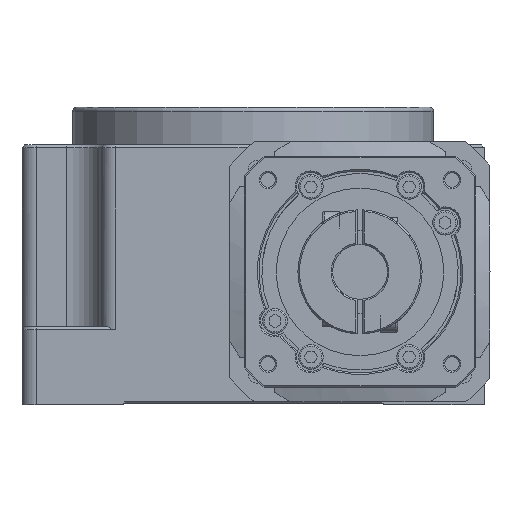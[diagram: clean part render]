
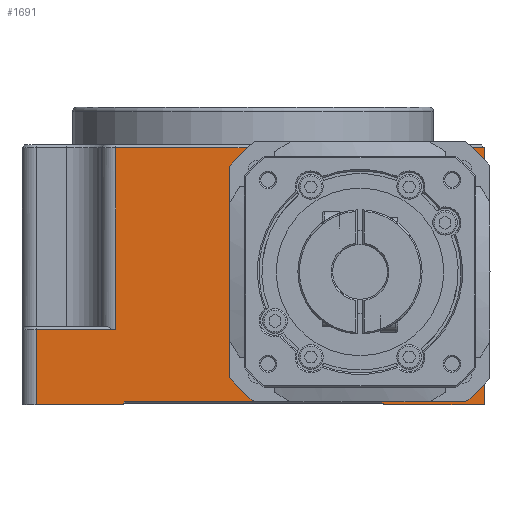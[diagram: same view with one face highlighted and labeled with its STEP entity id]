
A CAD part, front view. The second image highlights one B-rep face of the part: STEP entity #1691.
In plain terms, the highlighted planar face has unit normal (0, -1, 0).
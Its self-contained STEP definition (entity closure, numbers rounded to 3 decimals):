
#8 = EDGE_CURVE ( 'NONE', #1032, #25464, #8198, .T. ) ;
#261 = DIRECTION ( 'NONE',  ( 0., -1., 0. ) ) ;
#319 = CARTESIAN_POINT ( 'NONE',  ( -75., -82.5, 26. ) ) ;
#922 = VERTEX_POINT ( 'NONE', #10355 ) ;
#1032 = VERTEX_POINT ( 'NONE', #16867 ) ;
#1041 = VECTOR ( 'NONE', #14279, 1000. ) ;
#1143 = CARTESIAN_POINT ( 'NONE',  ( 44.5, -82.5, 1. ) ) ;
#1336 = CIRCLE ( 'NONE', #18319, 35.5 ) ;
#1440 = VECTOR ( 'NONE', #14819, 1000. ) ;
#1516 = DIRECTION ( 'NONE',  ( 0., -1., 0. ) ) ;
#1691 = ADVANCED_FACE ( 'NONE', ( #6482, #6411, #6405, #6370, #6367, #6328 ), #6256, .F. ) ;
#1738 = EDGE_LOOP ( 'NONE', ( #21963, #22021, #22059, #22165, #22356, #22434, #22500, #22579, #22637, #22683 ) ) ;
#2170 = CARTESIAN_POINT ( 'NONE',  ( 80., -82.5, 0. ) ) ;
#2499 = VERTEX_POINT ( 'NONE', #23706 ) ;
#2712 = CARTESIAN_POINT ( 'NONE',  ( 37., -82.5, 46. ) ) ;
#3986 = EDGE_CURVE ( 'NONE', #11343, #28140, #12806, .T. ) ;
#5072 = CARTESIAN_POINT ( 'NONE',  ( 45., -82.5, 1. ) ) ;
#5090 = CARTESIAN_POINT ( 'NONE',  ( 37., -82.5, 81.5 ) ) ;
#5299 = CARTESIAN_POINT ( 'NONE',  ( 45.5, -82.5, 0. ) ) ;
#5428 = EDGE_CURVE ( 'NONE', #1032, #28140, #25611, .T. ) ;
#5445 = VERTEX_POINT ( 'NONE', #319 ) ;
#5484 = DIRECTION ( 'NONE',  ( 1., 0., 0. ) ) ;
#5640 = CARTESIAN_POINT ( 'NONE',  ( -80., -82.5, 0. ) ) ;
#5643 = DIRECTION ( 'NONE',  ( 0., 0., -1. ) ) ;
#5662 = DIRECTION ( 'NONE',  ( 0., 0., -1. ) ) ;
#5696 = DIRECTION ( 'NONE',  ( 0., 0., -1. ) ) ;
#5797 = CARTESIAN_POINT ( 'NONE',  ( 80., -82.5, 90. ) ) ;
#5955 = LINE ( 'NONE', #5797, #24293 ) ;
#6213 = DIRECTION ( 'NONE',  ( 0., 0., 1. ) ) ;
#6216 = DIRECTION ( 'NONE',  ( 0., 1., 0. ) ) ;
#6252 = CARTESIAN_POINT ( 'NONE',  ( -80., -82.5, 90. ) ) ;
#6256 = PLANE ( 'NONE',  #15819 ) ;
#6328 = FACE_OUTER_BOUND ( 'NONE', #1738, .T. ) ;
#6367 = FACE_BOUND ( 'NONE', #8392, .T. ) ;
#6370 = FACE_BOUND ( 'NONE', #8627, .T. ) ;
#6405 = FACE_BOUND ( 'NONE', #8529, .T. ) ;
#6411 = FACE_BOUND ( 'NONE', #8809, .T. ) ;
#6482 = FACE_BOUND ( 'NONE', #8774, .T. ) ;
#6779 = CIRCLE ( 'NONE', #23467, 2.5 ) ;
#7771 = VERTEX_POINT ( 'NONE', #16880 ) ;
#8116 = VERTEX_POINT ( 'NONE', #17224 ) ;
#8158 = DIRECTION ( 'NONE',  ( -0.707, 0., -0.707 ) ) ;
#8194 = CARTESIAN_POINT ( 'NONE',  ( -45.5, -82.5, 0. ) ) ;
#8198 = LINE ( 'NONE', #8194, #10896 ) ;
#8392 = EDGE_LOOP ( 'NONE', ( #21850 ) ) ;
#8529 = EDGE_LOOP ( 'NONE', ( #21671 ) ) ;
#8627 = EDGE_LOOP ( 'NONE', ( #21770 ) ) ;
#8681 = EDGE_CURVE ( 'NONE', #922, #922, #27852, .T. ) ;
#8774 = EDGE_LOOP ( 'NONE', ( #21515 ) ) ;
#8809 = EDGE_LOOP ( 'NONE', ( #21587 ) ) ;
#8854 = EDGE_CURVE ( 'NONE', #8116, #8116, #10757, .T. ) ;
#9746 = DIRECTION ( 'NONE',  ( 0., 0., -1. ) ) ;
#10355 = CARTESIAN_POINT ( 'NONE',  ( 65., -82.5, 11. ) ) ;
#10566 = DIRECTION ( 'NONE',  ( -0.707, 0., 0.707 ) ) ;
#10757 = CIRCLE ( 'NONE', #27390, 2.5 ) ;
#10896 = VECTOR ( 'NONE', #8158, 1000. ) ;
#10918 = DIRECTION ( 'NONE',  ( 0., 0., -1. ) ) ;
#10920 = DIRECTION ( 'NONE',  ( 0., 0., -1. ) ) ;
#11343 = VERTEX_POINT ( 'NONE', #5299 ) ;
#11434 = EDGE_CURVE ( 'NONE', #2499, #11765, #28491, .T. ) ;
#11446 = EDGE_CURVE ( 'NONE', #18785, #5445, #27953, .T. ) ;
#11765 = VERTEX_POINT ( 'NONE', #20915 ) ;
#12045 = DIRECTION ( 'NONE',  ( 0., 1., 0. ) ) ;
#12806 = LINE ( 'NONE', #1143, #27608 ) ;
#13701 = VECTOR ( 'NONE', #28382, 1000. ) ;
#13913 = EDGE_CURVE ( 'NONE', #2499, #23424, #5955, .T. ) ;
#14279 = DIRECTION ( 'NONE',  ( 1., 0., 0. ) ) ;
#14819 = DIRECTION ( 'NONE',  ( 1., 0., 0. ) ) ;
#15037 = AXIS2_PLACEMENT_3D ( 'NONE', #21081, #261, #9746 ) ;
#15413 = CARTESIAN_POINT ( 'NONE',  ( -47.5, -82.5, 26. ) ) ;
#15818 = EDGE_CURVE ( 'NONE', #5445, #21999, #22094, .T. ) ;
#15819 = AXIS2_PLACEMENT_3D ( 'NONE', #6252, #6216, #6213 ) ;
#16867 = CARTESIAN_POINT ( 'NONE',  ( -44.5, -82.5, 1. ) ) ;
#16880 = CARTESIAN_POINT ( 'NONE',  ( 9., -82.5, 76. ) ) ;
#16912 = LINE ( 'NONE', #25992, #27447 ) ;
#16944 = AXIS2_PLACEMENT_3D ( 'NONE', #22260, #1516, #10918 ) ;
#17081 = CARTESIAN_POINT ( 'NONE',  ( 9., -82.5, 78.5 ) ) ;
#17111 = LINE ( 'NONE', #26197, #24516 ) ;
#17224 = CARTESIAN_POINT ( 'NONE',  ( 65., -82.5, 76. ) ) ;
#18319 = AXIS2_PLACEMENT_3D ( 'NONE', #2712, #12045, #21153 ) ;
#18699 = EDGE_CURVE ( 'NONE', #7771, #7771, #6779, .T. ) ;
#18785 = VERTEX_POINT ( 'NONE', #15413 ) ;
#19291 = LINE ( 'NONE', #5640, #1440 ) ;
#20027 = DIRECTION ( 'NONE',  ( 0., -1., 0. ) ) ;
#20149 = DIRECTION ( 'NONE',  ( 0., 0., -1. ) ) ;
#20284 = VERTEX_POINT ( 'NONE', #29346 ) ;
#20429 = CARTESIAN_POINT ( 'NONE',  ( -45.5, -82.5, 0. ) ) ;
#20915 = CARTESIAN_POINT ( 'NONE',  ( -47.5, -82.5, 89. ) ) ;
#21081 = CARTESIAN_POINT ( 'NONE',  ( 65., -82.5, 13.5 ) ) ;
#21153 = DIRECTION ( 'NONE',  ( 0., 0., 1. ) ) ;
#21322 = VECTOR ( 'NONE', #27885, 1000. ) ;
#21515 = ORIENTED_EDGE ( 'NONE', *, *, #23828, .F. ) ;
#21587 = ORIENTED_EDGE ( 'NONE', *, *, #18699, .F. ) ;
#21671 = ORIENTED_EDGE ( 'NONE', *, *, #8681, .F. ) ;
#21770 = ORIENTED_EDGE ( 'NONE', *, *, #27267, .T. ) ;
#21850 = ORIENTED_EDGE ( 'NONE', *, *, #8854, .F. ) ;
#21956 = CARTESIAN_POINT ( 'NONE',  ( -75., -82.5, 90. ) ) ;
#21963 = ORIENTED_EDGE ( 'NONE', *, *, #28822, .T. ) ;
#21999 = VERTEX_POINT ( 'NONE', #27755 ) ;
#22021 = ORIENTED_EDGE ( 'NONE', *, *, #11446, .T. ) ;
#22035 = EDGE_CURVE ( 'NONE', #21999, #25464, #16912, .T. ) ;
#22059 = ORIENTED_EDGE ( 'NONE', *, *, #15818, .T. ) ;
#22071 = EDGE_CURVE ( 'NONE', #11343, #23424, #19291, .T. ) ;
#22094 = LINE ( 'NONE', #21956, #27189 ) ;
#22165 = ORIENTED_EDGE ( 'NONE', *, *, #22035, .T. ) ;
#22260 = CARTESIAN_POINT ( 'NONE',  ( 9., -82.5, 13.5 ) ) ;
#22356 = ORIENTED_EDGE ( 'NONE', *, *, #8, .F. ) ;
#22434 = ORIENTED_EDGE ( 'NONE', *, *, #5428, .T. ) ;
#22500 = ORIENTED_EDGE ( 'NONE', *, *, #3986, .F. ) ;
#22579 = ORIENTED_EDGE ( 'NONE', *, *, #22071, .T. ) ;
#22637 = ORIENTED_EDGE ( 'NONE', *, *, #13913, .F. ) ;
#22683 = ORIENTED_EDGE ( 'NONE', *, *, #11434, .T. ) ;
#23424 = VERTEX_POINT ( 'NONE', #2170 ) ;
#23467 = AXIS2_PLACEMENT_3D ( 'NONE', #17081, #26161, #5662 ) ;
#23706 = CARTESIAN_POINT ( 'NONE',  ( 80., -82.5, 89. ) ) ;
#23828 = EDGE_CURVE ( 'NONE', #20284, #20284, #29746, .T. ) ;
#24293 = VECTOR ( 'NONE', #5643, 1000. ) ;
#24516 = VECTOR ( 'NONE', #5696, 1000. ) ;
#25464 = VERTEX_POINT ( 'NONE', #20429 ) ;
#25611 = LINE ( 'NONE', #5072, #1041 ) ;
#25623 = VERTEX_POINT ( 'NONE', #5090 ) ;
#25992 = CARTESIAN_POINT ( 'NONE',  ( -80., -82.5, 0. ) ) ;
#26161 = DIRECTION ( 'NONE',  ( 0., -1., 0. ) ) ;
#26197 = CARTESIAN_POINT ( 'NONE',  ( -47.5, -82.5, 90. ) ) ;
#27189 = VECTOR ( 'NONE', #20149, 1000. ) ;
#27267 = EDGE_CURVE ( 'NONE', #25623, #25623, #1336, .T. ) ;
#27390 = AXIS2_PLACEMENT_3D ( 'NONE', #29240, #20027, #10920 ) ;
#27447 = VECTOR ( 'NONE', #5484, 1000. ) ;
#27608 = VECTOR ( 'NONE', #10566, 1000. ) ;
#27755 = CARTESIAN_POINT ( 'NONE',  ( -75., -82.5, 0. ) ) ;
#27852 = CIRCLE ( 'NONE', #15037, 2.5 ) ;
#27885 = DIRECTION ( 'NONE',  ( -1., 0., 0. ) ) ;
#27922 = CARTESIAN_POINT ( 'NONE',  ( -75., -82.5, 26. ) ) ;
#27953 = LINE ( 'NONE', #27922, #21322 ) ;
#28140 = VERTEX_POINT ( 'NONE', #28218 ) ;
#28218 = CARTESIAN_POINT ( 'NONE',  ( 44.5, -82.5, 1. ) ) ;
#28382 = DIRECTION ( 'NONE',  ( -1., 0., 0. ) ) ;
#28418 = CARTESIAN_POINT ( 'NONE',  ( -47.5, -82.5, 89. ) ) ;
#28491 = LINE ( 'NONE', #28418, #13701 ) ;
#28822 = EDGE_CURVE ( 'NONE', #11765, #18785, #17111, .T. ) ;
#29240 = CARTESIAN_POINT ( 'NONE',  ( 65., -82.5, 78.5 ) ) ;
#29346 = CARTESIAN_POINT ( 'NONE',  ( 9., -82.5, 11. ) ) ;
#29746 = CIRCLE ( 'NONE', #16944, 2.5 ) ;
